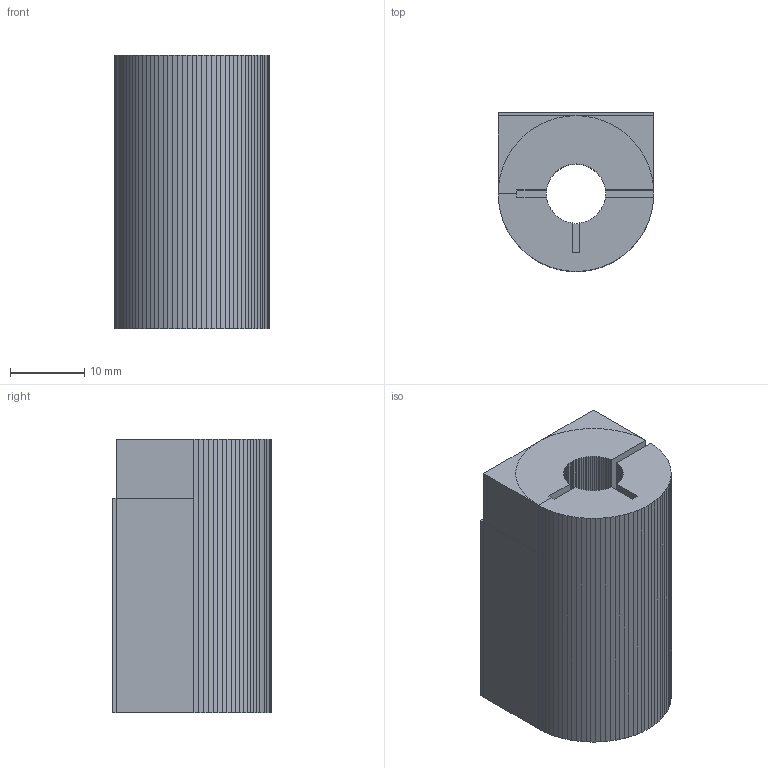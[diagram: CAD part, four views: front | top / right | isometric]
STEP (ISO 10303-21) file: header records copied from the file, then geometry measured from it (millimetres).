
FILE_DESCRIPTION(('FreeCAD Model'),'2;1');
FILE_NAME('z-endstop-holder.step' ,'2015-04-25T16:17:40',('Author'),(''), 'Open CASCADE STEP processor 6.8','FreeCAD','Unknown');
FILE_SCHEMA(('AUTOMOTIVE_DESIGN_CC2 { 1 2 10303 214 -1 1 5 4 }'));
Length unit declared in the file: millimetre
Products named in the file (1): difference
Bounding box: 21 x 21.5 x 37 mm (x, y, z)
Volume: 12424.9 mm3; surface area: 5538.6 mm2
Topology: 1 solids, 1 shells, 222 faces, 739 edges, 519 vertices
Faces by surface type: plane 222
Entity records: 17089 total; most frequent: CARTESIAN_POINT 3497, DIRECTION 2125, LINE 1679, VECTOR 1679, ORIENTED_EDGE 1478, PCURVE 1478, DEFINITIONAL_REPRESENTATION 1478, EDGE_CURVE 739
